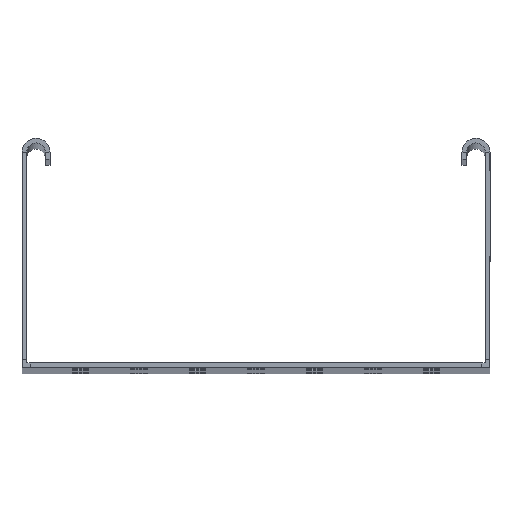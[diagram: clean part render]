
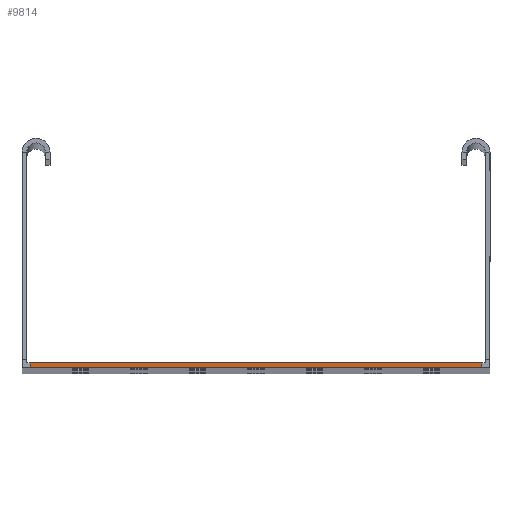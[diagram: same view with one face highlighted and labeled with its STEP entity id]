
A CAD part, top view. The second image highlights one B-rep face of the part: STEP entity #9814.
In plain terms, the highlighted planar face has unit normal (0, 0, 1).
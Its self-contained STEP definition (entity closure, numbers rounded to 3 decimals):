
#675 = DIRECTION ( 'NONE',  ( 1., 0., 0. ) ) ;
#1461 = VERTEX_POINT ( 'NONE', #3322 ) ;
#1561 = LINE ( 'NONE', #5248, #17231 ) ;
#1897 = VERTEX_POINT ( 'NONE', #6416 ) ;
#2557 = CARTESIAN_POINT ( 'NONE',  ( -100., 1.5, 1500. ) ) ;
#3322 = CARTESIAN_POINT ( 'NONE',  ( 96.5, 0., 1500. ) ) ;
#3509 = LINE ( 'NONE', #12704, #10159 ) ;
#4523 = PLANE ( 'NONE',  #10859 ) ;
#4719 = VECTOR ( 'NONE', #8283, 1000. ) ;
#5248 = CARTESIAN_POINT ( 'NONE',  ( -98., -2., 1500. ) ) ;
#5422 = EDGE_CURVE ( 'NONE', #9168, #19355, #15153, .T. ) ;
#6300 = ORIENTED_EDGE ( 'NONE', *, *, #14410, .T. ) ;
#6416 = CARTESIAN_POINT ( 'NONE',  ( 96.5, -2., 1500. ) ) ;
#6497 = FACE_OUTER_BOUND ( 'NONE', #12426, .T. ) ;
#6753 = ORIENTED_EDGE ( 'NONE', *, *, #9707, .T. ) ;
#6834 = DIRECTION ( 'NONE',  ( 1., 0., 0. ) ) ;
#7791 = ORIENTED_EDGE ( 'NONE', *, *, #5422, .T. ) ;
#8283 = DIRECTION ( 'NONE',  ( 0., -1., 0. ) ) ;
#9168 = VERTEX_POINT ( 'NONE', #10593 ) ;
#9707 = EDGE_CURVE ( 'NONE', #1897, #1461, #3509, .T. ) ;
#9814 = ADVANCED_FACE ( 'NONE', ( #6497 ), #4523, .T. ) ;
#10159 = VECTOR ( 'NONE', #18556, 1000. ) ;
#10593 = CARTESIAN_POINT ( 'NONE',  ( -96.5, 0., 1500. ) ) ;
#10859 = AXIS2_PLACEMENT_3D ( 'NONE', #2557, #19595, #17130 ) ;
#11326 = CARTESIAN_POINT ( 'NONE',  ( -96.5, 0., 1500. ) ) ;
#12426 = EDGE_LOOP ( 'NONE', ( #13700, #7791, #6300, #6753 ) ) ;
#12558 = LINE ( 'NONE', #17370, #15150 ) ;
#12704 = CARTESIAN_POINT ( 'NONE',  ( 96.5, -2., 1500. ) ) ;
#13190 = CARTESIAN_POINT ( 'NONE',  ( -96.5, -2., 1500. ) ) ;
#13700 = ORIENTED_EDGE ( 'NONE', *, *, #17315, .F. ) ;
#14410 = EDGE_CURVE ( 'NONE', #19355, #1897, #1561, .T. ) ;
#15150 = VECTOR ( 'NONE', #6834, 1000. ) ;
#15153 = LINE ( 'NONE', #11326, #4719 ) ;
#17130 = DIRECTION ( 'NONE',  ( 1., 0., 0. ) ) ;
#17231 = VECTOR ( 'NONE', #675, 1000. ) ;
#17315 = EDGE_CURVE ( 'NONE', #9168, #1461, #12558, .T. ) ;
#17370 = CARTESIAN_POINT ( 'NONE',  ( -98., 0., 1500. ) ) ;
#18556 = DIRECTION ( 'NONE',  ( 0., 1., 0. ) ) ;
#19355 = VERTEX_POINT ( 'NONE', #13190 ) ;
#19595 = DIRECTION ( 'NONE',  ( 0., 0., 1. ) ) ;
